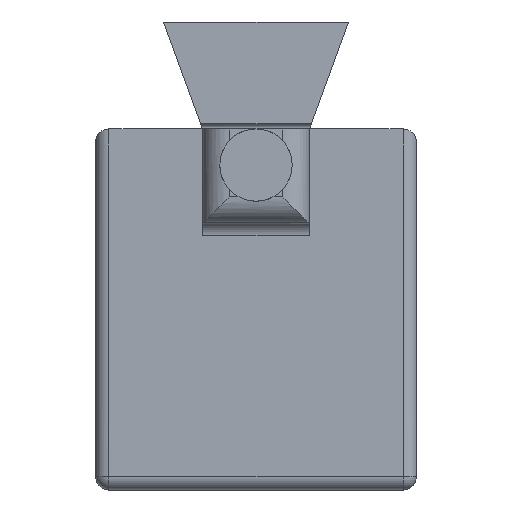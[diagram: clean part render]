
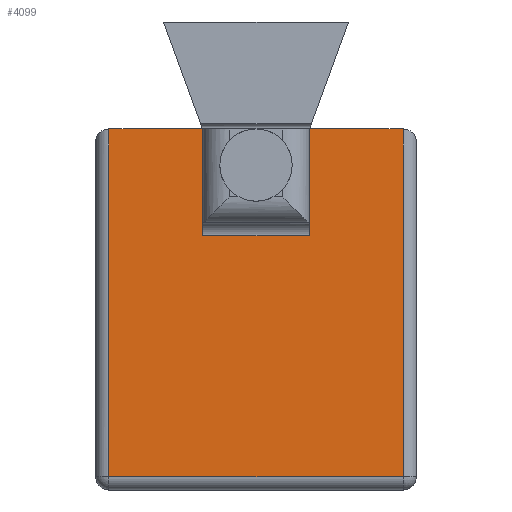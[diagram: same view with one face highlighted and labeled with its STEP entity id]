
A CAD part, left-side view. The second image highlights one B-rep face of the part: STEP entity #4099.
In plain terms, the highlighted planar face has unit normal (-1, 0, 0).
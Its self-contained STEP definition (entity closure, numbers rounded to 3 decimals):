
#136=PLANE('',#4582);
#258=LINE('',#6626,#603);
#270=LINE('',#6674,#615);
#419=LINE('',#7154,#764);
#430=LINE('',#7180,#775);
#432=LINE('',#7184,#777);
#433=LINE('',#7186,#778);
#434=LINE('',#7187,#779);
#435=LINE('',#7188,#780);
#603=VECTOR('',#5079,10.);
#615=VECTOR('',#5123,10.);
#764=VECTOR('',#5672,10.);
#775=VECTOR('',#5703,10.);
#777=VECTOR('',#5707,10.);
#778=VECTOR('',#5708,10.);
#779=VECTOR('',#5709,10.);
#780=VECTOR('',#5710,10.);
#1160=FACE_OUTER_BOUND('',#1428,.T.);
#1428=EDGE_LOOP('',(#3470,#3471,#3472,#3473,#3474,#3475,#3476,#3477));
#1897=VERTEX_POINT('',#6623);
#1898=VERTEX_POINT('',#6625);
#1907=VERTEX_POINT('',#6673);
#2037=VERTEX_POINT('',#7151);
#2038=VERTEX_POINT('',#7153);
#2043=VERTEX_POINT('',#7179);
#2044=VERTEX_POINT('',#7183);
#2045=VERTEX_POINT('',#7185);
#2279=EDGE_CURVE('',#1897,#1898,#258,.T.);
#2299=EDGE_CURVE('',#1907,#1898,#270,.T.);
#2549=EDGE_CURVE('',#2037,#2038,#419,.T.);
#2564=EDGE_CURVE('',#2043,#2038,#430,.T.);
#2566=EDGE_CURVE('',#2044,#2037,#432,.T.);
#2567=EDGE_CURVE('',#2045,#2044,#433,.T.);
#2568=EDGE_CURVE('',#2045,#1907,#434,.T.);
#2569=EDGE_CURVE('',#1897,#2043,#435,.T.);
#3470=ORIENTED_EDGE('',*,*,#2549,.F.);
#3471=ORIENTED_EDGE('',*,*,#2566,.F.);
#3472=ORIENTED_EDGE('',*,*,#2567,.F.);
#3473=ORIENTED_EDGE('',*,*,#2568,.T.);
#3474=ORIENTED_EDGE('',*,*,#2299,.T.);
#3475=ORIENTED_EDGE('',*,*,#2279,.F.);
#3476=ORIENTED_EDGE('',*,*,#2569,.T.);
#3477=ORIENTED_EDGE('',*,*,#2564,.T.);
#4099=ADVANCED_FACE('',(#1160),#136,.T.);
#4582=AXIS2_PLACEMENT_3D('',#7182,#5705,#5706);
#5079=DIRECTION('',(0.,-1.,0.));
#5123=DIRECTION('',(0.,0.,-1.));
#5672=DIRECTION('',(0.,0.,1.));
#5703=DIRECTION('',(0.,1.,0.));
#5705=DIRECTION('center_axis',(-1.,0.,0.));
#5706=DIRECTION('ref_axis',(0.,-1.,0.));
#5707=DIRECTION('',(0.,1.,0.));
#5708=DIRECTION('',(0.,0.,-1.));
#5709=DIRECTION('',(0.,1.,0.));
#5710=DIRECTION('',(0.,0.,1.));
#6623=CARTESIAN_POINT('',(-37.75,2.,23.));
#6625=CARTESIAN_POINT('',(-37.75,-2.,23.));
#6626=CARTESIAN_POINT('',(-37.75,3.,23.));
#6673=CARTESIAN_POINT('',(-37.75,-2.,27.));
#6674=CARTESIAN_POINT('',(-37.75,-2.,22.));
#7151=CARTESIAN_POINT('',(-37.75,5.5,14.));
#7153=CARTESIAN_POINT('',(-37.75,5.5,27.));
#7154=CARTESIAN_POINT('',(-37.75,5.5,17.5));
#7179=CARTESIAN_POINT('',(-37.75,2.,27.));
#7180=CARTESIAN_POINT('',(-37.75,4.,27.));
#7182=CARTESIAN_POINT('Origin',(-37.75,6.,17.5));
#7183=CARTESIAN_POINT('',(-37.75,-5.5,14.));
#7184=CARTESIAN_POINT('',(-37.75,3.,14.));
#7185=CARTESIAN_POINT('',(-37.75,-5.5,27.));
#7186=CARTESIAN_POINT('',(-37.75,-5.5,17.5));
#7187=CARTESIAN_POINT('',(-37.75,4.,27.));
#7188=CARTESIAN_POINT('',(-37.75,2.,22.));
